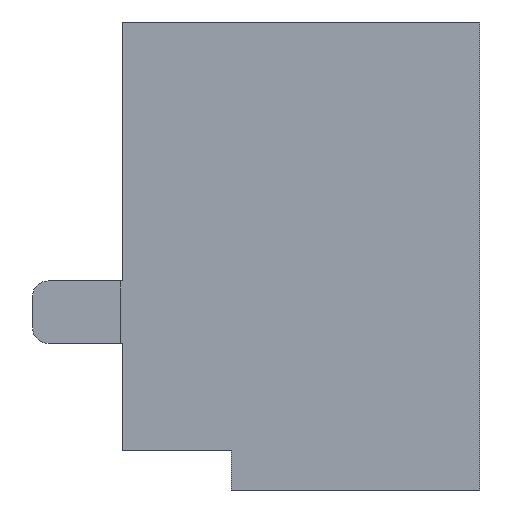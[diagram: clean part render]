
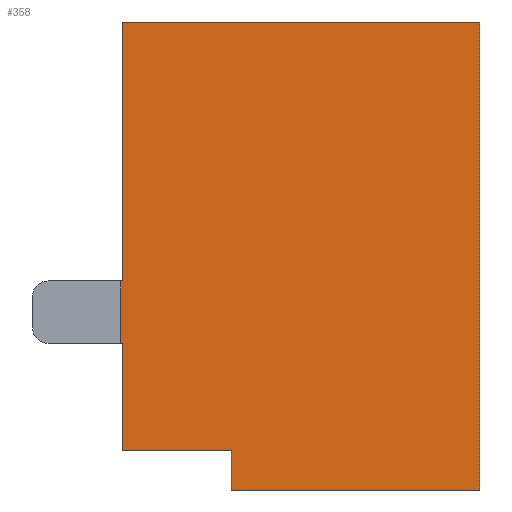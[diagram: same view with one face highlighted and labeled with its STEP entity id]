
A CAD part, left-side view. The second image highlights one B-rep face of the part: STEP entity #358.
In plain terms, the highlighted planar face has unit normal (-1, 0, 0).
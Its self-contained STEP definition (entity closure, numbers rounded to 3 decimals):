
#48=FACE_OUTER_BOUND('',#70,.T.);
#70=EDGE_LOOP('',(#317,#318,#319,#320,#321,#322,#323,#324,#325,#326));
#71=LINE('',#506,#111);
#78=LINE('',#520,#118);
#81=LINE('',#526,#121);
#96=LINE('',#573,#136);
#100=LINE('',#580,#140);
#103=LINE('',#584,#143);
#104=LINE('',#588,#144);
#106=LINE('',#592,#146);
#108=LINE('',#596,#148);
#110=LINE('',#599,#150);
#111=VECTOR('',#412,10.);
#118=VECTOR('',#421,10.);
#121=VECTOR('',#426,10.);
#136=VECTOR('',#471,10.);
#140=VECTOR('',#477,10.);
#143=VECTOR('',#482,10.);
#144=VECTOR('',#487,10.);
#146=VECTOR('',#491,10.);
#148=VECTOR('',#495,10.);
#150=VECTOR('',#499,10.);
#151=VERTEX_POINT('',#504);
#152=VERTEX_POINT('',#505);
#156=VERTEX_POINT('',#514);
#158=VERTEX_POINT('',#518);
#160=VERTEX_POINT('',#524);
#176=VERTEX_POINT('',#571);
#177=VERTEX_POINT('',#572);
#180=VERTEX_POINT('',#587);
#181=VERTEX_POINT('',#591);
#182=VERTEX_POINT('',#595);
#183=EDGE_CURVE('',#151,#152,#71,.T.);
#190=EDGE_CURVE('',#156,#158,#78,.T.);
#193=EDGE_CURVE('',#160,#158,#81,.T.);
#216=EDGE_CURVE('',#176,#177,#96,.T.);
#220=EDGE_CURVE('',#176,#156,#100,.T.);
#223=EDGE_CURVE('',#152,#177,#103,.T.);
#224=EDGE_CURVE('',#151,#180,#104,.T.);
#226=EDGE_CURVE('',#181,#160,#106,.T.);
#228=EDGE_CURVE('',#182,#181,#108,.T.);
#230=EDGE_CURVE('',#180,#182,#110,.T.);
#317=ORIENTED_EDGE('',*,*,#223,.T.);
#318=ORIENTED_EDGE('',*,*,#216,.F.);
#319=ORIENTED_EDGE('',*,*,#220,.T.);
#320=ORIENTED_EDGE('',*,*,#190,.T.);
#321=ORIENTED_EDGE('',*,*,#193,.F.);
#322=ORIENTED_EDGE('',*,*,#226,.F.);
#323=ORIENTED_EDGE('',*,*,#228,.F.);
#324=ORIENTED_EDGE('',*,*,#230,.F.);
#325=ORIENTED_EDGE('',*,*,#224,.F.);
#326=ORIENTED_EDGE('',*,*,#183,.T.);
#340=PLANE('',#407);
#358=ADVANCED_FACE('',(#48),#340,.F.);
#407=AXIS2_PLACEMENT_3D('',#600,#500,#501);
#412=DIRECTION('',(0.,0.,-1.));
#421=DIRECTION('',(0.,0.,-1.));
#426=DIRECTION('',(0.,1.,0.));
#471=DIRECTION('',(0.,0.,1.));
#477=DIRECTION('',(0.,-1.,0.));
#482=DIRECTION('',(0.,1.,0.));
#487=DIRECTION('',(0.,-1.,0.));
#491=DIRECTION('',(0.,0.,1.));
#495=DIRECTION('',(0.,1.,0.));
#499=DIRECTION('',(0.,0.,-1.));
#500=DIRECTION('center_axis',(1.,0.,0.));
#501=DIRECTION('ref_axis',(0.,0.,-1.));
#504=CARTESIAN_POINT('',(0.,12.983,7.816));
#505=CARTESIAN_POINT('',(0.,12.983,-8.784));
#506=CARTESIAN_POINT('',(0.,12.983,-3.209));
#514=CARTESIAN_POINT('',(0.,12.983,-12.784));
#518=CARTESIAN_POINT('',(0.,12.983,-19.684));
#520=CARTESIAN_POINT('',(0.,12.983,-11.084));
#524=CARTESIAN_POINT('',(0.,5.983,-19.684));
#526=CARTESIAN_POINT('',(0.,-9.917,-19.684));
#571=CARTESIAN_POINT('',(0.,13.083,-12.784));
#572=CARTESIAN_POINT('',(0.,13.083,-8.784));
#573=CARTESIAN_POINT('',(0.,13.083,-19.684));
#580=CARTESIAN_POINT('',(0.,7.333,-12.784));
#584=CARTESIAN_POINT('',(0.,7.333,-8.784));
#587=CARTESIAN_POINT('',(0.,-9.917,7.816));
#588=CARTESIAN_POINT('',(0.,13.083,7.816));
#591=CARTESIAN_POINT('',(0.,5.983,-22.184));
#592=CARTESIAN_POINT('',(0.,5.983,-22.184));
#595=CARTESIAN_POINT('',(0.,-9.917,-22.184));
#596=CARTESIAN_POINT('',(0.,-9.917,-22.184));
#599=CARTESIAN_POINT('',(0.,-9.917,7.816));
#600=CARTESIAN_POINT('Origin',(0.,1.583,-5.934));
